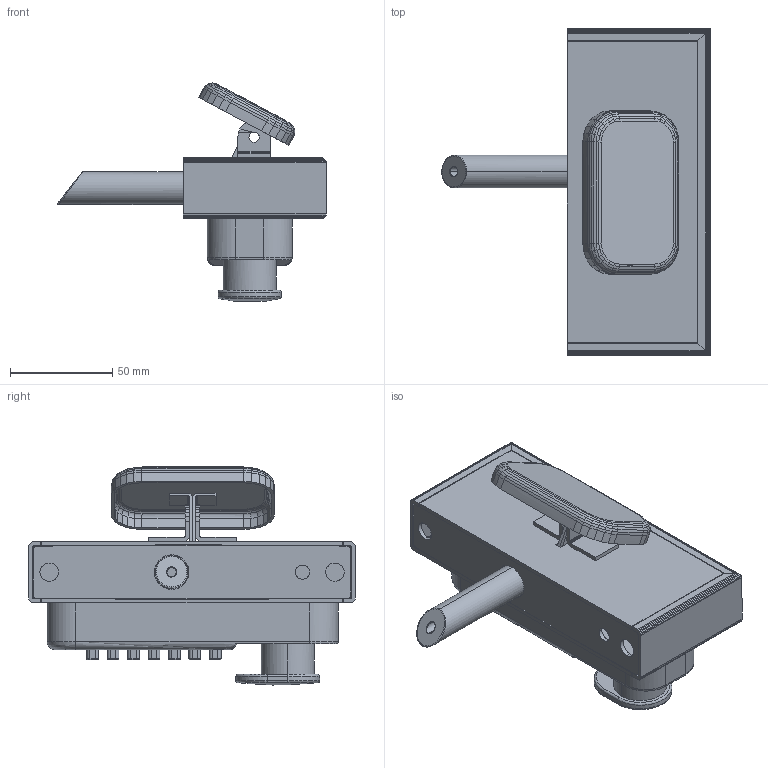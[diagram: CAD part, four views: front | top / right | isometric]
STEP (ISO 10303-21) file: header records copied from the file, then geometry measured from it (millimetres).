
FILE_DESCRIPTION (( 'STEP AP203' ), '1' );
FILE_NAME ('05SGCE40L.STEP', '2022-03-04T15:20:54', ( '' ), ( '' ), 'SwSTEP 2.0', 'SolidWorks 2020', '' );
FILE_SCHEMA (( 'CONFIG_CONTROL_DESIGN' ));
Length unit declared in the file: millimetre
Products named in the file (1): 05SGCE40L
Bounding box: 131.47 x 160 x 106.81 mm (x, y, z)
Volume: 230786.4 mm3; surface area: 114652.6 mm2
Topology: 11 solids, 11 shells, 1201 faces, 3084 edges, 1940 vertices
Faces by surface type: bspline 817, plane 364, cylinder 20
Entity records: 56391 total; most frequent: CARTESIAN_POINT 36407, ORIENTED_EDGE 6158, EDGE_CURVE 3079, B_SPLINE_CURVE_WITH_KNOTS 2822, VERTEX_POINT 1940, EDGE_LOOP 1265, ADVANCED_FACE 1201, FACE_OUTER_BOUND 1201
